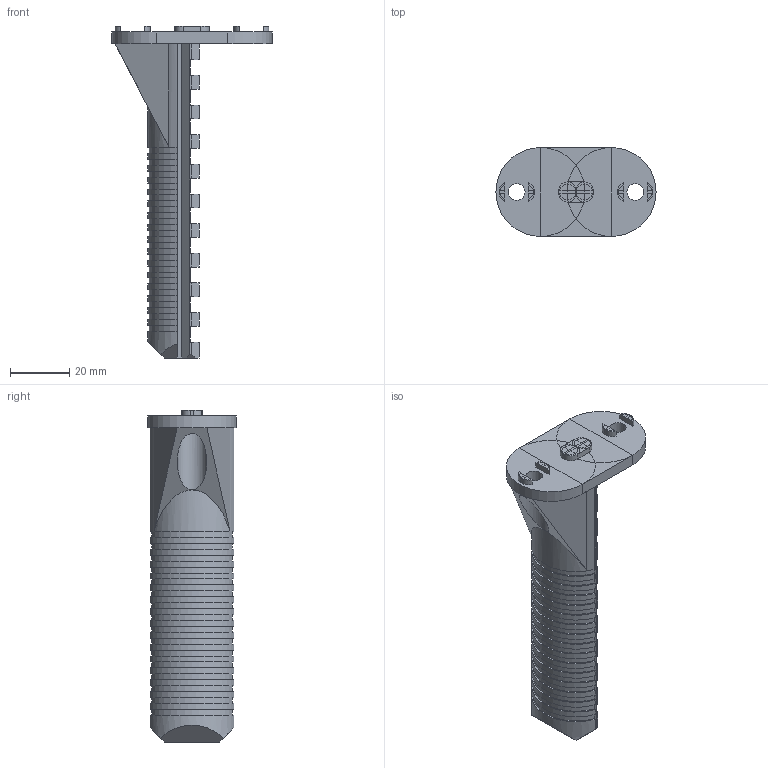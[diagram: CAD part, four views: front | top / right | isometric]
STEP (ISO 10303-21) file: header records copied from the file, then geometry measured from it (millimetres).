
FILE_DESCRIPTION(('FreeCAD Model'),'2;1');
FILE_NAME('Open CASCADE Shape Model','2024-11-10T00:20:30',(''),(''), 'Open CASCADE STEP processor 7.6','FreeCAD','Unknown');
FILE_SCHEMA(('AUTOMOTIVE_DESIGN { 1 0 10303 214 1 1 1 1 }'));
Length unit declared in the file: millimetre
Products named in the file (1): difference019
Bounding box: 54 x 30 x 112 mm (x, y, z)
Volume: 39659.4 mm3; surface area: 14402.8 mm2
Topology: 1 solids, 1 shells, 289 faces, 765 edges, 482 vertices
Faces by surface type: plane 238, cylinder 51
Full cylindrical faces by diameter (mm): 5.6 x2, 10 x1
Entity records: 8875 total; most frequent: DIRECTION 1541, CARTESIAN_POINT 1537, ORIENTED_EDGE 1530, EDGE_CURVE 765, LINE 569, VECTOR 569, AXIS2_PLACEMENT_3D 486, VERTEX_POINT 482
